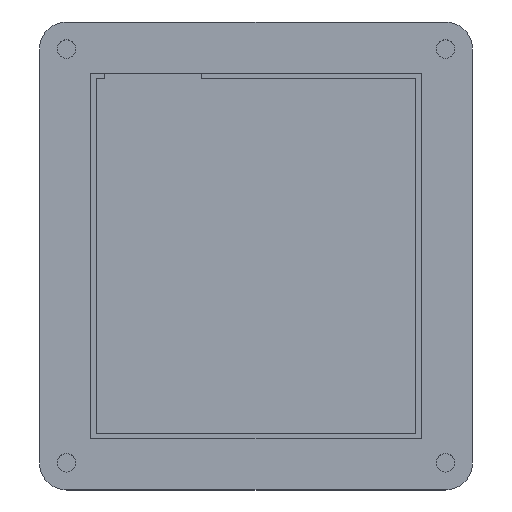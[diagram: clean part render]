
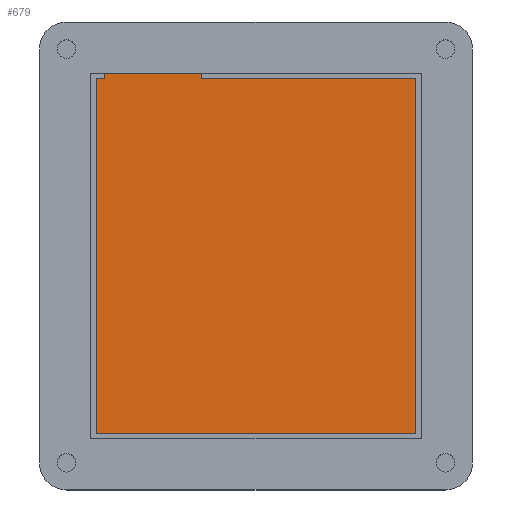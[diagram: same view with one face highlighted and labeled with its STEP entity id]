
A CAD part, top view. The second image highlights one B-rep face of the part: STEP entity #679.
In plain terms, the highlighted planar face has unit normal (0, 0, 1).
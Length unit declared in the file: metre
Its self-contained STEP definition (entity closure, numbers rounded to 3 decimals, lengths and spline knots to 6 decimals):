
#152=ORIENTED_EDGE('',*,*,#230,.F.);
#153=ORIENTED_EDGE('',*,*,#288,.T.);
#154=ORIENTED_EDGE('',*,*,#240,.T.);
#155=ORIENTED_EDGE('',*,*,#292,.T.);
#156=ORIENTED_EDGE('',*,*,#293,.T.);
#157=ORIENTED_EDGE('',*,*,#294,.T.);
#158=ORIENTED_EDGE('',*,*,#295,.F.);
#159=ORIENTED_EDGE('',*,*,#296,.F.);
#160=ORIENTED_EDGE('',*,*,#297,.T.);
#161=ORIENTED_EDGE('',*,*,#298,.F.);
#162=ORIENTED_EDGE('',*,*,#232,.T.);
#163=ORIENTED_EDGE('',*,*,#290,.F.);
#230=EDGE_CURVE('',#318,#319,#382,.T.);
#232=EDGE_CURVE('',#320,#321,#384,.T.);
#240=EDGE_CURVE('',#329,#328,#392,.T.);
#288=EDGE_CURVE('',#318,#329,#416,.T.);
#290=EDGE_CURVE('',#319,#321,#418,.T.);
#292=EDGE_CURVE('',#328,#364,#420,.T.);
#293=EDGE_CURVE('',#364,#365,#421,.T.);
#294=EDGE_CURVE('',#365,#366,#422,.T.);
#295=EDGE_CURVE('',#367,#366,#423,.T.);
#296=EDGE_CURVE('',#368,#367,#424,.T.);
#297=EDGE_CURVE('',#368,#369,#425,.T.);
#298=EDGE_CURVE('',#320,#369,#426,.T.);
#318=VERTEX_POINT('',#987);
#319=VERTEX_POINT('',#989);
#320=VERTEX_POINT('',#993);
#321=VERTEX_POINT('',#994);
#328=VERTEX_POINT('',#1008);
#329=VERTEX_POINT('',#1010);
#364=VERTEX_POINT('',#1121);
#365=VERTEX_POINT('',#1123);
#366=VERTEX_POINT('',#1125);
#367=VERTEX_POINT('',#1127);
#368=VERTEX_POINT('',#1129);
#369=VERTEX_POINT('',#1131);
#382=LINE('',#988,#446);
#384=LINE('',#992,#448);
#392=LINE('',#1009,#456);
#416=LINE('',#1113,#480);
#418=LINE('',#1116,#482);
#420=LINE('',#1120,#484);
#421=LINE('',#1122,#485);
#422=LINE('',#1124,#486);
#423=LINE('',#1126,#487);
#424=LINE('',#1128,#488);
#425=LINE('',#1130,#489);
#426=LINE('',#1132,#490);
#446=VECTOR('',#785,1.);
#448=VECTOR('',#789,1.);
#456=VECTOR('',#797,1.);
#480=VECTOR('',#911,1.);
#482=VECTOR('',#915,1.);
#484=VECTOR('',#921,1.);
#485=VECTOR('',#922,1.);
#486=VECTOR('',#923,1.);
#487=VECTOR('',#924,1.);
#488=VECTOR('',#925,1.);
#489=VECTOR('',#926,1.);
#490=VECTOR('',#927,1.);
#547=EDGE_LOOP('',(#152,#153,#154,#155,#156,#157,#158,#159,#160,#161,#162,
#163));
#607=FACE_BOUND('',#547,.T.);
#641=PLANE('',#758);
#679=ADVANCED_FACE('',(#607),#641,.T.);
#758=AXIS2_PLACEMENT_3D('',#1119,#919,#920);
#785=DIRECTION('',(1.,0.,0.));
#789=DIRECTION('',(-1.,0.,0.));
#797=DIRECTION('',(-1.,0.,0.));
#911=DIRECTION('',(0.,-1.,0.));
#915=DIRECTION('',(0.,-1.,0.));
#919=DIRECTION('',(0.,0.,1.));
#920=DIRECTION('',(1.,0.,0.));
#921=DIRECTION('',(0.,-1.,0.));
#922=DIRECTION('',(-1.,0.,0.));
#923=DIRECTION('',(0.,-1.,0.));
#924=DIRECTION('',(-1.,0.,0.));
#925=DIRECTION('',(0.,-1.,0.));
#926=DIRECTION('',(-1.,0.,0.));
#927=DIRECTION('',(0.,-1.,0.));
#987=CARTESIAN_POINT('',(-0.025422,0.042456,0.003));
#988=CARTESIAN_POINT('',(-0.019422,0.042456,0.003));
#989=CARTESIAN_POINT('',(-0.013422,0.042456,0.003));
#992=CARTESIAN_POINT('',(-0.019054,0.032956,0.003));
#993=CARTESIAN_POINT('',(-0.010054,0.032956,0.003));
#994=CARTESIAN_POINT('',(-0.013422,0.032956,0.003));
#1008=CARTESIAN_POINT('',(-0.028054,0.032956,0.003));
#1009=CARTESIAN_POINT('',(-0.019054,0.032956,0.003));
#1010=CARTESIAN_POINT('',(-0.025422,0.032956,0.003));
#1113=CARTESIAN_POINT('',(-0.025422,0.037706,0.003));
#1116=CARTESIAN_POINT('',(-0.013422,0.037706,0.003));
#1119=CARTESIAN_POINT('',(-0.019422,0.037706,0.003));
#1120=CARTESIAN_POINT('',(-0.028054,0.032456,0.003));
#1121=CARTESIAN_POINT('',(-0.028054,0.031956,0.003));
#1122=CARTESIAN_POINT('',(-0.019054,0.031956,0.003));
#1123=CARTESIAN_POINT('',(-0.029575,0.031956,0.003));
#1124=CARTESIAN_POINT('',(-0.029575,-0.000844,0.003));
#1125=CARTESIAN_POINT('',(-0.029575,-0.033644,0.003));
#1126=CARTESIAN_POINT('',(0.,-0.033644,0.003));
#1127=CARTESIAN_POINT('',(0.029575,-0.033644,0.003));
#1128=CARTESIAN_POINT('',(0.029575,-0.000844,0.003));
#1129=CARTESIAN_POINT('',(0.029575,0.031956,0.003));
#1130=CARTESIAN_POINT('',(-0.019054,0.031956,0.003));
#1131=CARTESIAN_POINT('',(-0.010054,0.031956,0.003));
#1132=CARTESIAN_POINT('',(-0.010054,0.032456,0.003));
